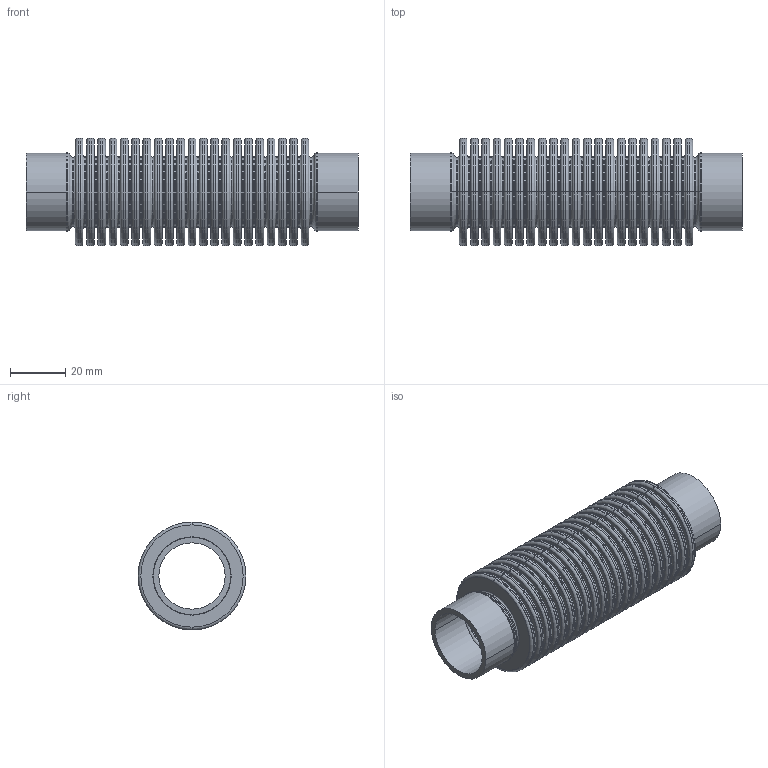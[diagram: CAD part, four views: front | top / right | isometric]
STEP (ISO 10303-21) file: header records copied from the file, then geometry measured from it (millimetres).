
FILE_DESCRIPTION (( 'STEP AP214' ), '1' );
FILE_NAME ('170SFA025-120.stp', '2017-06-07T12:31:30', ( '' ), ( '' ), 'SwSTEP 2.0', 'SolidWorks 2015', '' );
FILE_SCHEMA (( 'AUTOMOTIVE_DESIGN' ));
Length unit declared in the file: millimetre
Products named in the file (1): 170SFA025-120
Bounding box: 120 x 39 x 39 mm (x, y, z)
Volume: 10269.9 mm3; surface area: 76978 mm2
Topology: 1 solids, 1 shells, 626 faces, 1252 edges, 716 vertices
Faces by surface type: torus 352, cylinder 184, plane 90
Entity records: 23380 total; most frequent: DIRECTION 3574, CARTESIAN_POINT 2595, ORIENTED_EDGE 2504, AXIS2_PLACEMENT_3D 1695, EDGE_CURVE 1252, CIRCLE 1068, EDGE_LOOP 716, VERTEX_POINT 716
